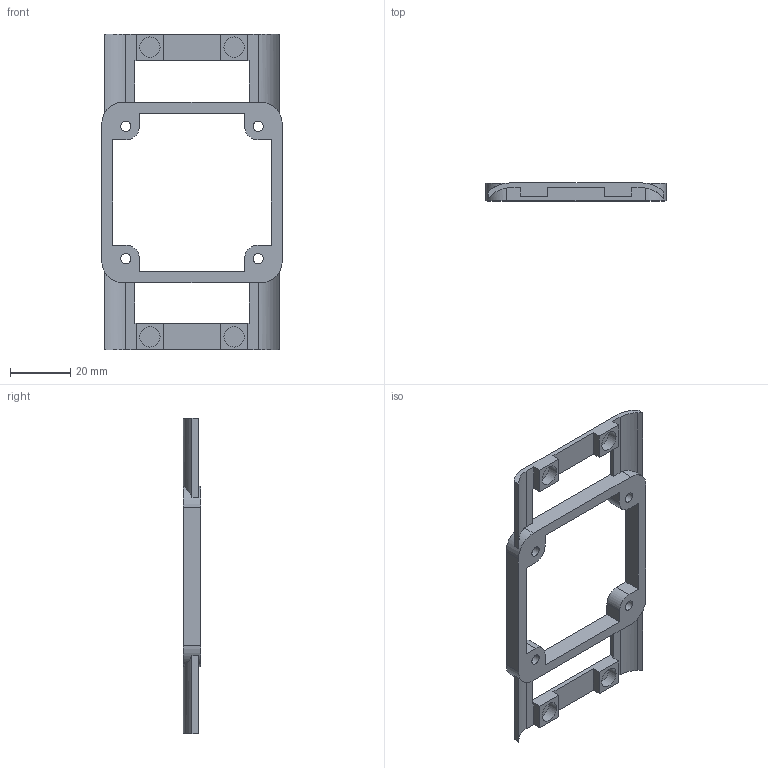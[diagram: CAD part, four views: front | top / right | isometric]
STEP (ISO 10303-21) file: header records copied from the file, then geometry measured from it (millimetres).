
FILE_DESCRIPTION(/* description */ (''),/* implementation_level */ '2;1');
FILE_NAME(/* name */ 'Body_Cover_M5StackProto.step',/* time_stamp */ '2020-04-29T18:06:57+09:00',/* author */ (''),/* organization */ (''),/* preprocessor_version */ 'ST-DEVELOPER v18.1',/* originating_system */ 'Autodesk Translation Framework v9.2.0.1227',/* authorisation */ '');
FILE_SCHEMA (('AUTOMOTIVE_DESIGN { 1 0 10303 214 3 1 1 }'));
Length unit declared in the file: millimetre
Products named in the file (1): Body_Cover_M5StackProto
Bounding box: 60 x 5.86 x 105 mm (x, y, z)
Volume: 9163.3 mm3; surface area: 9485.1 mm2
Topology: 1 solids, 1 shells, 84 faces, 248 edges, 168 vertices
Faces by surface type: plane 60, cylinder 24
Full cylindrical faces by diameter (mm): 3.4 x4, 6.8 x4
Entity records: 2911 total; most frequent: CARTESIAN_POINT 575, ORIENTED_EDGE 496, DIRECTION 454, EDGE_CURVE 248, LINE 180, VECTOR 180, VERTEX_POINT 168, AXIS2_PLACEMENT_3D 137
